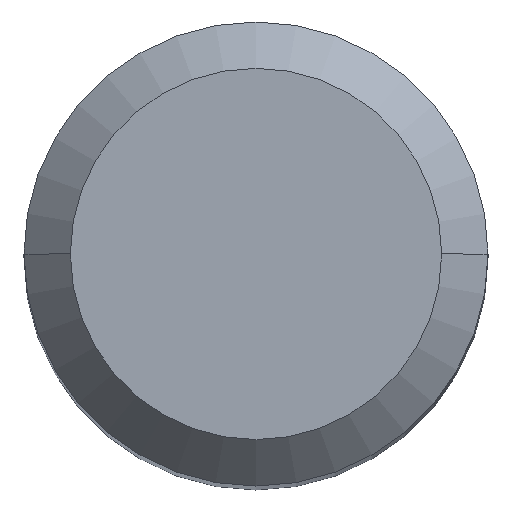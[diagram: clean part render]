
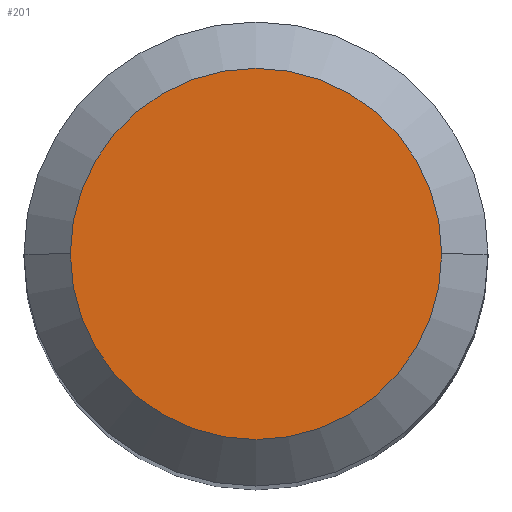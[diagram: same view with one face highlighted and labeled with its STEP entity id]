
A CAD part, top view. The second image highlights one B-rep face of the part: STEP entity #201.
In plain terms, the highlighted planar face has unit normal (0, 0, 1).
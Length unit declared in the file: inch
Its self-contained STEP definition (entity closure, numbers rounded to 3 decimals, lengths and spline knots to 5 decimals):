
#6 = VERTEX_POINT ( 'NONE', #221 ) ;
#14 = ORIENTED_EDGE ( 'NONE', *, *, #243, .T. ) ;
#25 = PLANE ( 'NONE',  #124 ) ;
#124 = AXIS2_PLACEMENT_3D ( 'NONE', #192, #150, #315 ) ;
#130 = AXIS2_PLACEMENT_3D ( 'NONE', #231, #335, #271 ) ;
#150 = DIRECTION ( 'NONE',  ( 0., 0., -1. ) ) ;
#162 = CIRCLE ( 'NONE', #130, 0.15748 ) ;
#192 = CARTESIAN_POINT ( 'NONE',  ( 0., 0., 0. ) ) ;
#201 = ADVANCED_FACE ( 'NONE', ( #385 ), #25, .F. ) ;
#221 = CARTESIAN_POINT ( 'NONE',  ( -0.15748, 0., 0. ) ) ;
#231 = CARTESIAN_POINT ( 'NONE',  ( 0., 0., 0. ) ) ;
#234 = CARTESIAN_POINT ( 'NONE',  ( 0., 0., 0. ) ) ;
#237 = DIRECTION ( 'NONE',  ( 0., 0., 1. ) ) ;
#243 = EDGE_CURVE ( 'NONE', #6, #501, #162, .T. ) ;
#254 = ORIENTED_EDGE ( 'NONE', *, *, #434, .T. ) ;
#271 = DIRECTION ( 'NONE',  ( 1., 0., 0. ) ) ;
#315 = DIRECTION ( 'NONE',  ( -1., 0., 0. ) ) ;
#326 = EDGE_LOOP ( 'NONE', ( #14, #254 ) ) ;
#335 = DIRECTION ( 'NONE',  ( 0., 0., 1. ) ) ;
#353 = CARTESIAN_POINT ( 'NONE',  ( 0.15748, 0., 0. ) ) ;
#376 = AXIS2_PLACEMENT_3D ( 'NONE', #234, #237, #465 ) ;
#385 = FACE_OUTER_BOUND ( 'NONE', #326, .T. ) ;
#428 = CIRCLE ( 'NONE', #376, 0.15748 ) ;
#434 = EDGE_CURVE ( 'NONE', #501, #6, #428, .T. ) ;
#465 = DIRECTION ( 'NONE',  ( 1., 0., 0. ) ) ;
#501 = VERTEX_POINT ( 'NONE', #353 ) ;
